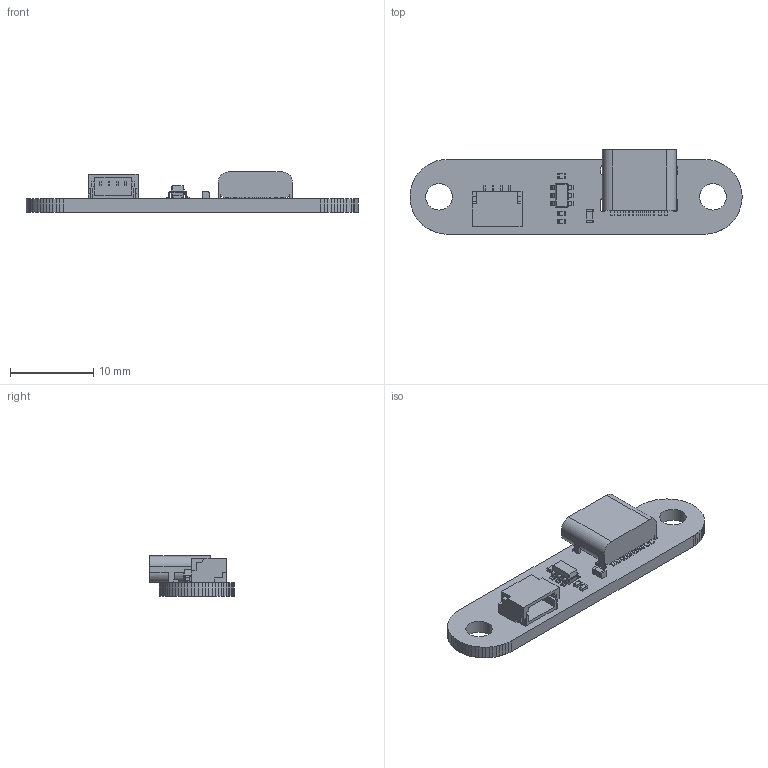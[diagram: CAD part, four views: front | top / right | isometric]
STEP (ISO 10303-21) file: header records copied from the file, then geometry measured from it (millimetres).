
FILE_DESCRIPTION(('KiCad electronic assembly'),'2;1');
FILE_NAME('universal_son_board.STEP','2023-07-28T19:40:28',('Pcbnew'),( 'Kicad'),'Open CASCADE STEP processor 7.6','KiCad to STEP converter' ,'Unknown');
FILE_SCHEMA(('AUTOMOTIVE_DESIGN { 1 0 10303 214 1 1 1 1 }'));
Length unit declared in the file: millimetre
Products named in the file (14): universal_son_board 1; L_0603_1608Metric; SOLID; SOT-23-6; R_0402_1005Metric; JST_SH_SM04B-SRSS-TB_1x04-1MP_P1.00mm_Horizontal; USB_C_Receptacle_HRO_TYPE-C-31-M-12; Fuse_0402_1005Metric; _autosave-udb-s PCB
Assembly tree (14 placements, depth 3):
  universal_son_board 1
    L_0603_1608Metric
      SOLID
    SOT-23-6
      SOLID
    R_0402_1005Metric  x2
      SOLID
    JST_SH_SM04B-SRSS-TB_1x04-1MP_P1.00mm_Horizontal
      SOLID
    USB_C_Receptacle_HRO_TYPE-C-31-M-12
      SOLID
    Fuse_0402_1005Metric
      SOLID
    _autosave-udb-s PCB
Bounding box: 39.99 x 10.15 x 4.85 mm (x, y, z)
Volume: 662.1 mm3; surface area: 1497.4 mm2
Topology: 8 solids, 8 shells, 611 faces, 1668 edges, 1084 vertices
Faces by surface type: plane 485, cylinder 86, bspline 30, cone 10
Full cylindrical faces by diameter (mm): 0.5 x2, 0.65 x2, 3.2 x2
Entity records: 41600 total; most frequent: CARTESIAN_POINT 7232, DIRECTION 5928, LINE 4360, VECTOR 4360, ORIENTED_EDGE 3200, PCURVE 3200, DEFINITIONAL_REPRESENTATION 3200, EDGE_CURVE 1600
